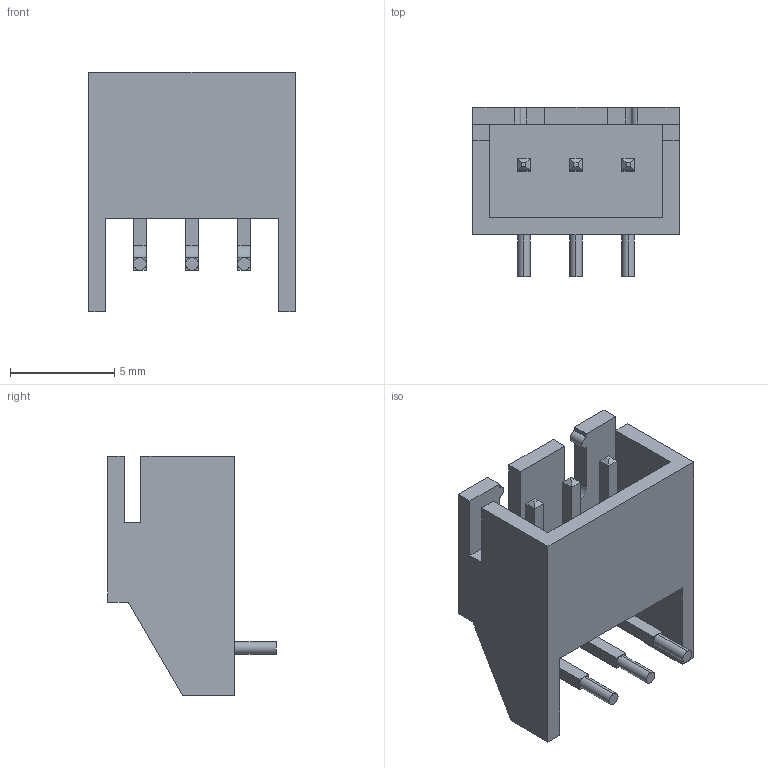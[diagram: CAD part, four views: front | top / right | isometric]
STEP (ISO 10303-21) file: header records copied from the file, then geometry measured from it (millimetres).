
FILE_DESCRIPTION (( 'STEP AP214' ), '1' );
FILE_NAME ('User Library-S XH-A.STEP', '2019-05-26T17:54:24', ( '' ), ( '' ), 'SwSTEP 2.0', 'SolidWorks 2019', '' );
FILE_SCHEMA (( 'AUTOMOTIVE_DESIGN' ));
Length unit declared in the file: millimetre
Products named in the file (1): User Library-S XH-A
Bounding box: 9.9 x 8.1 x 11.5 mm (x, y, z)
Volume: 219.8 mm3; surface area: 665.3 mm2
Topology: 1 solids, 1 shells, 108 faces, 270 edges, 170 vertices
Faces by surface type: plane 92, cylinder 16
Entity records: 3670 total; most frequent: CARTESIAN_POINT 549, ORIENTED_EDGE 540, DIRECTION 526, EDGE_CURVE 270, LINE 232, VECTOR 232, VERTEX_POINT 170, AXIS2_PLACEMENT_3D 147
